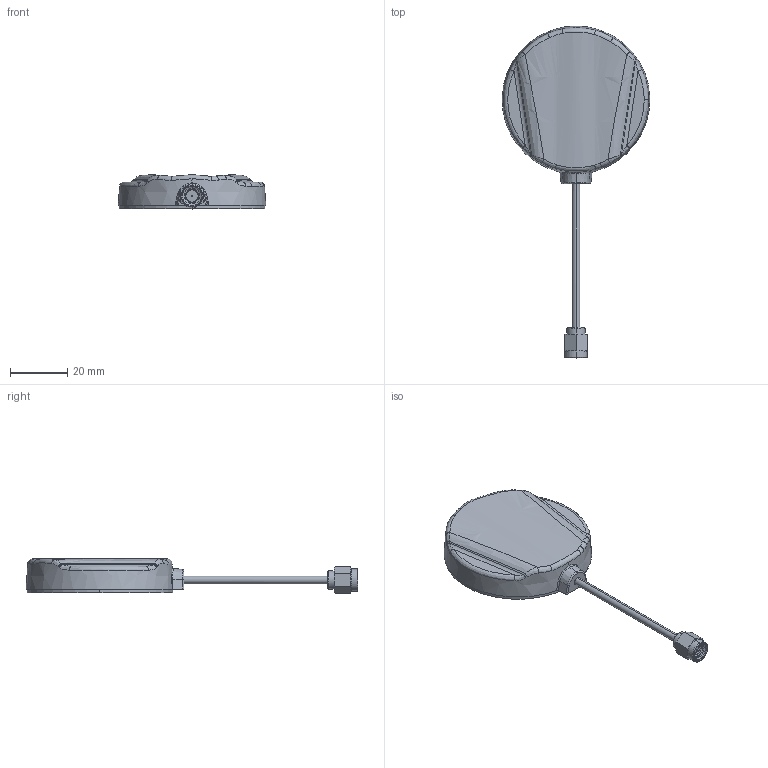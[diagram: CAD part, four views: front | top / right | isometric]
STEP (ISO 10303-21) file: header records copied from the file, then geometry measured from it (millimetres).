
FILE_DESCRIPTION (( 'STEP AP214' ), '1' );
FILE_NAME ('AA.107.301111_Web.STEP', '2022-03-15T09:13:44', ( '' ), ( '' ), 'SwSTEP 2.0', 'SolidWorks 2018', '' );
FILE_SCHEMA (( 'AUTOMOTIVE_DESIGN' ));
Length unit declared in the file: millimetre
Products named in the file (1): AA.107.301111_Web
Bounding box: 51.37 x 115.5 x 11.91 mm (x, y, z)
Volume: 23261.9 mm3; surface area: 6690.8 mm2
Topology: 1 solids, 1 shells, 113 faces, 283 edges, 179 vertices
Faces by surface type: cone 36, bspline 32, plane 21, cylinder 20, torus 4
Entity records: 6699 total; most frequent: CARTESIAN_POINT 3676, ORIENTED_EDGE 566, DIRECTION 362, EDGE_CURVE 283, VERTEX_POINT 179, B_SPLINE_CURVE_WITH_KNOTS 148, AXIS2_PLACEMENT_3D 147, EDGE_LOOP 120
